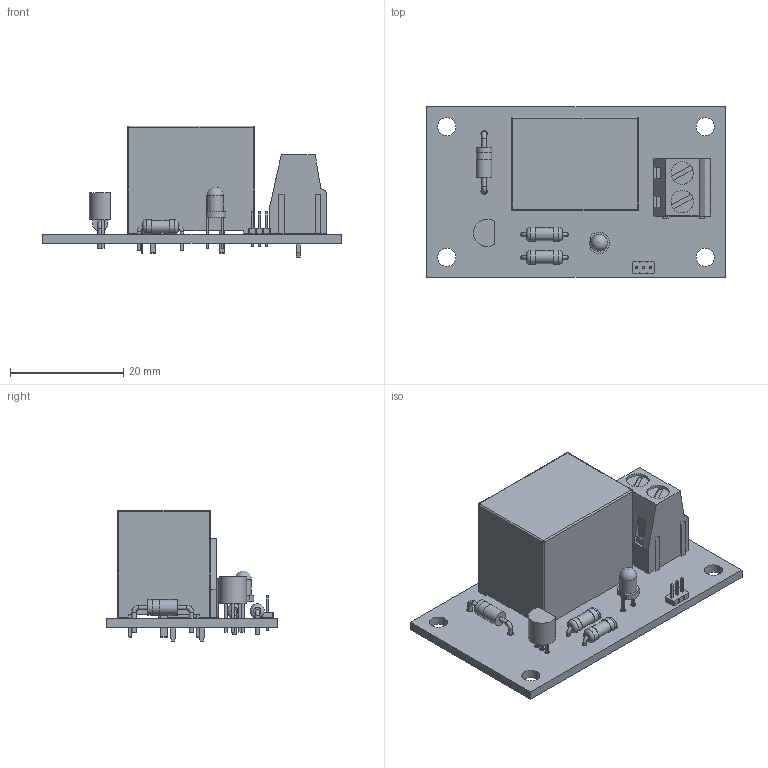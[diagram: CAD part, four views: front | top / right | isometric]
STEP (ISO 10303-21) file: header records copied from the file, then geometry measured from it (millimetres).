
FILE_DESCRIPTION(('KiCad electronic assembly'),'2;1');
FILE_NAME('Primer_Proyecto.step','2024-05-07T13:57:10',('Pcbnew'),( 'Kicad'),'Open CASCADE STEP processor 7.6','KiCad to STEP converter' ,'Unknown');
FILE_SCHEMA(('AUTOMOTIVE_DESIGN { 1 0 10303 214 1 1 1 1 }'));
Length unit declared in the file: millimetre
Products named in the file (16): Primer_Proyecto 1; R_Axial_DIN0207_L6.3mm_D2.5mm_P7.62mm_Horizontal; R_Axial_DIN0207_L63mm_D25mm_P762mm_Horizontal; PinHeader_1x03_P1.27mm_Vertical; PinHeader_1x03_P127mm_Vertical; TO-92_Inline; TO-92_Inline_Narrow; Terminal Block x2; Terminal Block v8; LED_D3.0mm; D_DO-41_SOD81_P10.16mm_Horizontal; Relay_SPDT_Omron-G5LE-1; Primer_Proyecto_PCB
Assembly tree (16 placements, depth 3):
  Primer_Proyecto 1
    R_Axial_DIN0207_L6.3mm_D2.5mm_P7.62mm_Horizontal  x2
      R_Axial_DIN0207_L63mm_D25mm_P762mm_Horizontal
    PinHeader_1x03_P1.27mm_Vertical
      PinHeader_1x03_P127mm_Vertical
    TO-92_Inline
      TO-92_Inline_Narrow
    Terminal Block x2
      Terminal Block v8
    LED_D3.0mm
      LED_D3.0mm
    D_DO-41_SOD81_P10.16mm_Horizontal
      D_DO-41_SOD81_P10.16mm_Horizontal
    Relay_SPDT_Omron-G5LE-1
      Relay_SPDT_Omron-G5LE-1
    Primer_Proyecto_PCB
Bounding box: 52.83 x 30.23 x 23.35 mm (x, y, z)
Volume: 10198.4 mm3; surface area: 8205.7 mm2
Topology: 9 solids, 153 shells, 495 faces, 1548 edges, 1230 vertices
Faces by surface type: plane 348, cylinder 132, torus 10, sphere 5
Full cylindrical faces by diameter (mm): 0.6 x4, 0.65 x3, 0.75 x3, 0.8 x8, 0.9 x2, 1.1 x2, 1.3 x5, 1.4 x2, 2.25 x2, 2.5 x4, 2.7 x2, 2.72 x1, 3 x1, 3.2 x4, 4 x2
Entity records: 22355 total; most frequent: CARTESIAN_POINT 6814, DIRECTION 2787, ORIENTED_EDGE 2356, EDGE_CURVE 1522, VERTEX_POINT 1217, LINE 1151, VECTOR 1151, AXIS2_PLACEMENT_3D 818
